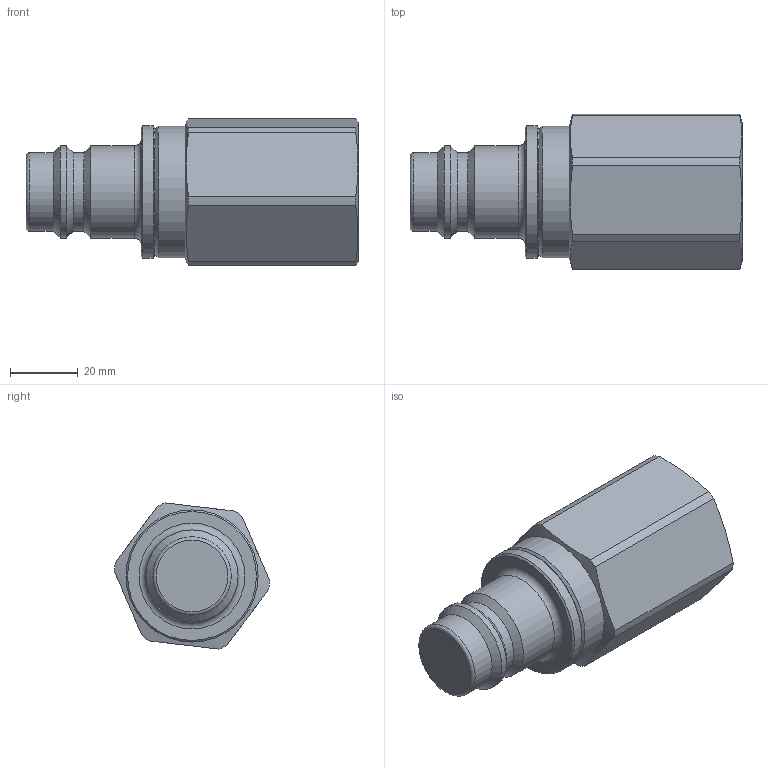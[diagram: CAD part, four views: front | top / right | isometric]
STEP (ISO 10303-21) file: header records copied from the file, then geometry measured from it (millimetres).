
FILE_DESCRIPTION((''),'2;1');
FILE_NAME('39sbiw26mpn.stp','2012-11-08T13:31:40',('IA176480'),(''),'Autodesk Inventor 2011','Autodesk Inventor 2011','');
FILE_SCHEMA(('AUTOMOTIVE_DESIGN { 1 0 10303 214 1 1 1 1 }'));
Length unit declared in the file: millimetre
Products named in the file (1): D104952
Bounding box: 98 x 45.86 x 43.17 mm (x, y, z)
Volume: 91588.4 mm3; surface area: 17212.7 mm2
Topology: 1 solids, 2 shells, 46 faces, 99 edges, 59 vertices
Faces by surface type: cone 17, cylinder 15, plane 12, torus 2
Full cylindrical faces by diameter (mm): 23.15 x2, 26.441 x1, 27.2 x2, 33 x1, 35 x1, 38.8 x1, 39 x1
Entity records: 1164 total; most frequent: CARTESIAN_POINT 213, DIRECTION 194, ORIENTED_EDGE 148, AXIS2_PLACEMENT_3D 91, EDGE_CURVE 74, EDGE_LOOP 72, VERTEX_POINT 56, FACE_OUTER_BOUND 46
